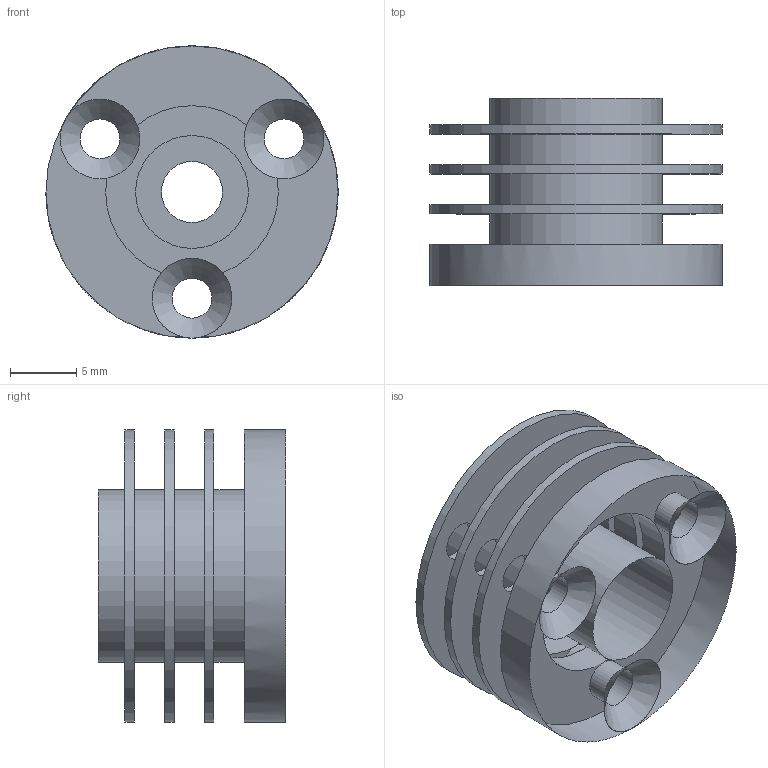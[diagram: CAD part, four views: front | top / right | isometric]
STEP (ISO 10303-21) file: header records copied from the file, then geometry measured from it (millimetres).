
FILE_DESCRIPTION(/* description */ ('Alibre Inc.'),/* implementation_level */ '2;1');
FILE_NAME(/* name */ 'export0',/* time_stamp */ '2015-07-05T22:41:18+12:00',/* author */ (''),/* organization */ (''),/* preprocessor_version */ 'ST-DEVELOPER v14',/* originating_system */ 'Alibre',/* authorisation */ '');
FILE_SCHEMA (('AUTOMOTIVE_DESIGN'));
Length unit declared in the file: millimetre
Bounding box: 22 x 14.1 x 22 mm (x, y, z)
Volume: 2280.2 mm3; surface area: 3250.1 mm2
Topology: 1 solids, 1 shells, 37 faces, 99 edges, 49 vertices
Faces by surface type: cylinder 23, plane 11, cone 3
Full cylindrical faces by diameter (mm): 3 x12, 4.6 x1, 5.5 x1, 8.5 x1, 13 x4, 22 x4
Entity records: 864 total; most frequent: DIRECTION 143, ORIENTED_EDGE 132, CARTESIAN_POINT 119, AXIS2_PLACEMENT_3D 77, EDGE_LOOP 74, FACE_BOUND 74, EDGE_CURVE 66, CIRCLE 49
